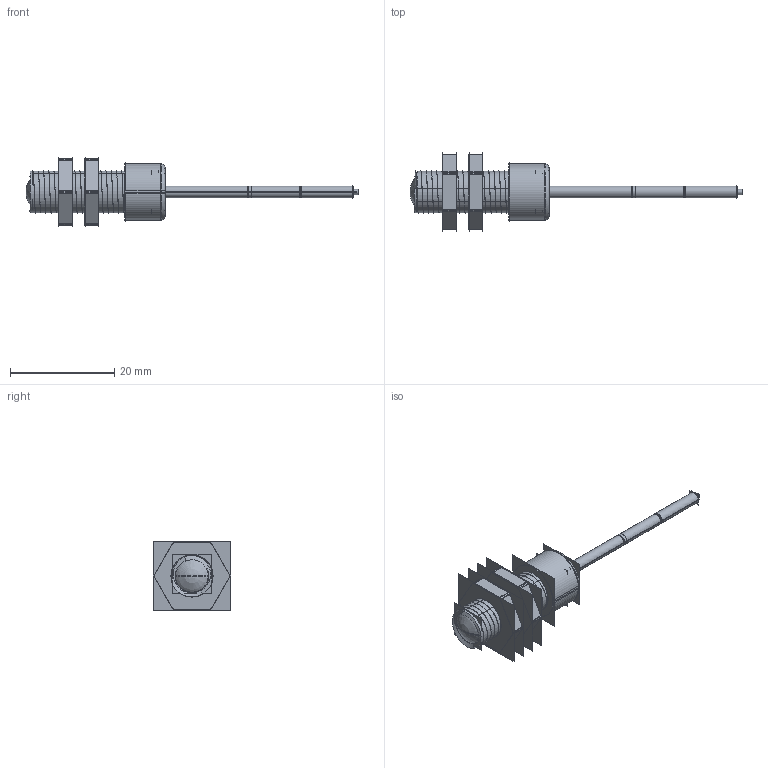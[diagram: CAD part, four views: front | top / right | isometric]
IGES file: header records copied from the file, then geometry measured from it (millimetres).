
Start section:  PTC IGES file: 161893.igs
Global section: file name: 161893.igs; native system: Creo Parametric by Parametric Technology Corporation; preprocessor: 2013230; author: pdmadmin; organization: Unknown; date: 20160105.115442; units: millimetre
Bounding box: 63.7 x 14.95 x 13.21 mm (x, y, z)
Volume: 2044.9 mm3; surface area: 32392.1 mm2
Topology: 7 solids, 11 shells, 322 faces, 1672 edges, 2146 vertices
Faces by surface type: revolution 196, bspline 126
